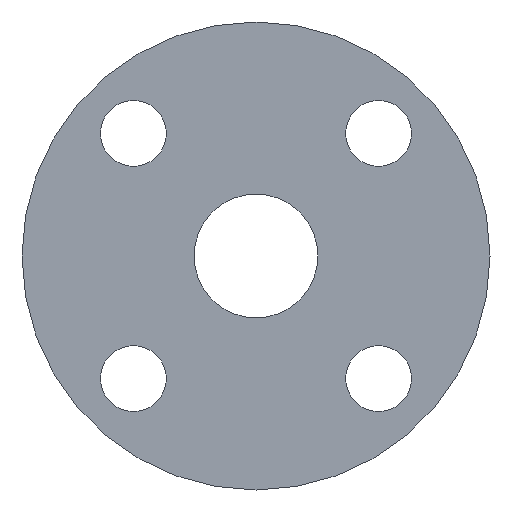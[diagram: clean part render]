
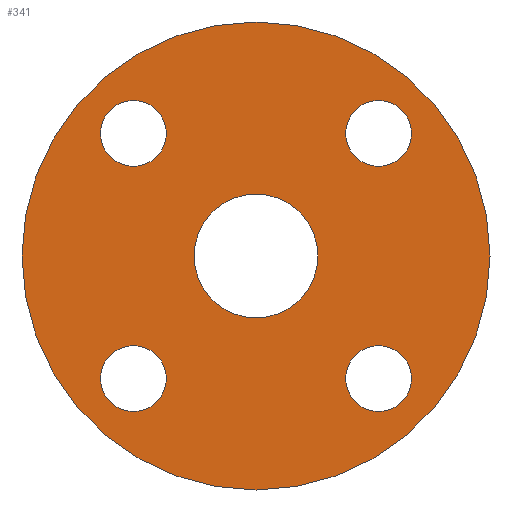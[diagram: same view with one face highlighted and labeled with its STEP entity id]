
A CAD part, left-side view. The second image highlights one B-rep face of the part: STEP entity #341.
In plain terms, the highlighted planar face has unit normal (-1, 0, 0).
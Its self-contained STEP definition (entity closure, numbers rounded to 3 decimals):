
#50=FACE_BOUND('',#104,.T.);
#51=FACE_BOUND('',#105,.T.);
#52=FACE_BOUND('',#106,.T.);
#53=FACE_BOUND('',#107,.T.);
#54=FACE_BOUND('',#108,.T.);
#62=PLANE('',#414);
#81=FACE_OUTER_BOUND('',#103,.T.);
#103=EDGE_LOOP('',(#303));
#104=EDGE_LOOP('',(#304));
#105=EDGE_LOOP('',(#305));
#106=EDGE_LOOP('',(#306));
#107=EDGE_LOOP('',(#307));
#108=EDGE_LOOP('',(#308));
#121=CIRCLE('',#372,17.85);
#141=CIRCLE('',#402,9.5);
#143=CIRCLE('',#405,9.5);
#145=CIRCLE('',#408,9.5);
#147=CIRCLE('',#411,9.5);
#149=CIRCLE('',#415,67.5);
#155=VERTEX_POINT('',#555);
#171=VERTEX_POINT('',#606);
#173=VERTEX_POINT('',#612);
#175=VERTEX_POINT('',#618);
#177=VERTEX_POINT('',#624);
#179=VERTEX_POINT('',#632);
#187=EDGE_CURVE('',#155,#155,#121,.T.);
#211=EDGE_CURVE('',#171,#171,#141,.T.);
#214=EDGE_CURVE('',#173,#173,#143,.T.);
#217=EDGE_CURVE('',#175,#175,#145,.T.);
#220=EDGE_CURVE('',#177,#177,#147,.T.);
#224=EDGE_CURVE('',#179,#179,#149,.T.);
#303=ORIENTED_EDGE('',*,*,#224,.F.);
#304=ORIENTED_EDGE('',*,*,#211,.T.);
#305=ORIENTED_EDGE('',*,*,#214,.T.);
#306=ORIENTED_EDGE('',*,*,#217,.T.);
#307=ORIENTED_EDGE('',*,*,#220,.T.);
#308=ORIENTED_EDGE('',*,*,#187,.T.);
#341=ADVANCED_FACE('',(#81,#50,#51,#52,#53,#54),#62,.T.);
#372=AXIS2_PLACEMENT_3D('',#557,#438,#439);
#402=AXIS2_PLACEMENT_3D('',#607,#502,#503);
#405=AXIS2_PLACEMENT_3D('',#613,#509,#510);
#408=AXIS2_PLACEMENT_3D('',#619,#516,#517);
#411=AXIS2_PLACEMENT_3D('',#625,#523,#524);
#414=AXIS2_PLACEMENT_3D('',#631,#531,#532);
#415=AXIS2_PLACEMENT_3D('',#633,#533,#534);
#438=DIRECTION('center_axis',(1.,0.,0.));
#439=DIRECTION('ref_axis',(0.,0.,-1.));
#502=DIRECTION('center_axis',(1.,0.,0.));
#503=DIRECTION('ref_axis',(0.,0.,-1.));
#509=DIRECTION('center_axis',(1.,0.,0.));
#510=DIRECTION('ref_axis',(0.,-1.,0.));
#516=DIRECTION('center_axis',(1.,0.,0.));
#517=DIRECTION('ref_axis',(0.,0.,1.));
#523=DIRECTION('center_axis',(1.,0.,0.));
#524=DIRECTION('ref_axis',(0.,1.,0.));
#531=DIRECTION('center_axis',(-1.,0.,0.));
#532=DIRECTION('ref_axis',(0.,0.,1.));
#533=DIRECTION('center_axis',(1.,0.,0.));
#534=DIRECTION('ref_axis',(0.,0.,-1.));
#555=CARTESIAN_POINT('',(0.,-17.85,0.));
#557=CARTESIAN_POINT('Origin',(0.,0.,0.));
#606=CARTESIAN_POINT('',(0.,35.355,44.855));
#607=CARTESIAN_POINT('Origin',(0.,35.355,35.355));
#612=CARTESIAN_POINT('',(0.,44.855,-35.355));
#613=CARTESIAN_POINT('Origin',(0.,35.355,-35.355));
#618=CARTESIAN_POINT('',(0.,-35.355,-44.855));
#619=CARTESIAN_POINT('Origin',(0.,-35.355,-35.355));
#624=CARTESIAN_POINT('',(0.,-44.855,35.355));
#625=CARTESIAN_POINT('Origin',(0.,-35.355,35.355));
#631=CARTESIAN_POINT('Origin',(0.,67.5,0.));
#632=CARTESIAN_POINT('',(0.,-67.5,0.));
#633=CARTESIAN_POINT('Origin',(0.,0.,0.));
